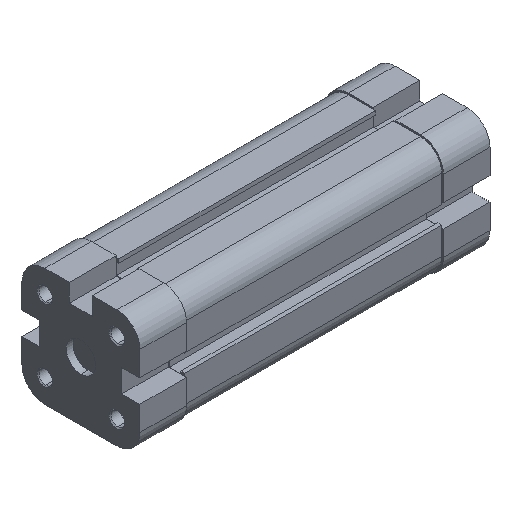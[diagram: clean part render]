
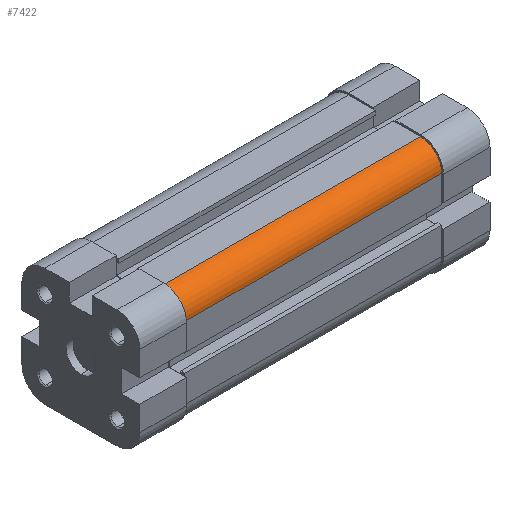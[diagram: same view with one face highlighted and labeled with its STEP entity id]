
A CAD part, isometric view. The second image highlights one B-rep face of the part: STEP entity #7422.
In plain terms, the highlighted cylindrical face has radius 6.5 mm (diameter 13 mm), a partial arc.
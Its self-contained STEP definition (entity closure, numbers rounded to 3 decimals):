
#667 = AXIS2_PLACEMENT_3D ( 'NONE', #6864, #6867, #6868 ) ;
#669 = AXIS2_PLACEMENT_3D ( 'NONE', #6866, #6875, #6876 ) ;
#681 = AXIS2_PLACEMENT_3D ( 'NONE', #6977, #6972, #6969 ) ;
#1149 = VERTEX_POINT ( 'NONE', #6355 ) ;
#1180 = VERTEX_POINT ( 'NONE', #6386 ) ;
#1199 = VERTEX_POINT ( 'NONE', #6405 ) ;
#1233 = VERTEX_POINT ( 'NONE', #6439 ) ;
#3074 = EDGE_CURVE ( 'NONE', #1180, #1233, #5413, .T. ) ;
#3077 = EDGE_CURVE ( 'NONE', #1149, #1199, #5418, .T. ) ;
#3078 = EDGE_CURVE ( 'NONE', #1199, #1233, #5417, .T. ) ;
#3109 = EDGE_CURVE ( 'NONE', #1149, #1180, #5474, .T. ) ;
#3288 = EDGE_LOOP ( 'NONE', ( #3436, #3420, #3421, #3669 ) ) ;
#3420 = ORIENTED_EDGE ( 'NONE', *, *, #3109, .F. ) ;
#3421 = ORIENTED_EDGE ( 'NONE', *, *, #3077, .T. ) ;
#3436 = ORIENTED_EDGE ( 'NONE', *, *, #3074, .F. ) ;
#3669 = ORIENTED_EDGE ( 'NONE', *, *, #3078, .T. ) ;
#5411 = VECTOR ( 'NONE', #6878, 1000. ) ;
#5413 = CIRCLE ( 'NONE', #667, 6.5 ) ;
#5417 = LINE ( 'NONE', #6869, #5411 ) ;
#5418 = CIRCLE ( 'NONE', #669, 6.5 ) ;
#5474 = LINE ( 'NONE', #6943, #5475 ) ;
#5475 = VECTOR ( 'NONE', #6944, 1000. ) ;
#5495 = CYLINDRICAL_SURFACE ( 'NONE', #681, 6.5 ) ;
#5497 = FACE_OUTER_BOUND ( 'NONE', #3288, .T. ) ;
#6355 = CARTESIAN_POINT ( 'NONE',  ( 28.5, 0., -78.5 ) ) ;
#6386 = CARTESIAN_POINT ( 'NONE',  ( 28.5, 0., 0. ) ) ;
#6405 = CARTESIAN_POINT ( 'NONE',  ( 35., 6.5, -78.5 ) ) ;
#6439 = CARTESIAN_POINT ( 'NONE',  ( 35., 6.5, 0. ) ) ;
#6864 = CARTESIAN_POINT ( 'NONE',  ( 28.5, 6.5, 0. ) ) ;
#6866 = CARTESIAN_POINT ( 'NONE',  ( 28.5, 6.5, -78.5 ) ) ;
#6867 = DIRECTION ( 'NONE',  ( 0., 0., 1. ) ) ;
#6868 = DIRECTION ( 'NONE',  ( 1., 0., 0. ) ) ;
#6869 = CARTESIAN_POINT ( 'NONE',  ( 35., 6.5, -78.5 ) ) ;
#6875 = DIRECTION ( 'NONE',  ( 0., 0., 1. ) ) ;
#6876 = DIRECTION ( 'NONE',  ( 1., 0., 0. ) ) ;
#6878 = DIRECTION ( 'NONE',  ( 0., 0., 1. ) ) ;
#6943 = CARTESIAN_POINT ( 'NONE',  ( 28.5, 0., -78.5 ) ) ;
#6944 = DIRECTION ( 'NONE',  ( 0., 0., 1. ) ) ;
#6969 = DIRECTION ( 'NONE',  ( 1., 0., 0. ) ) ;
#6972 = DIRECTION ( 'NONE',  ( 0., 0., 1. ) ) ;
#6977 = CARTESIAN_POINT ( 'NONE',  ( 28.5, 6.5, -78.5 ) ) ;
#7422 = ADVANCED_FACE ( 'NONE', ( #5497 ), #5495, .T. ) ;
